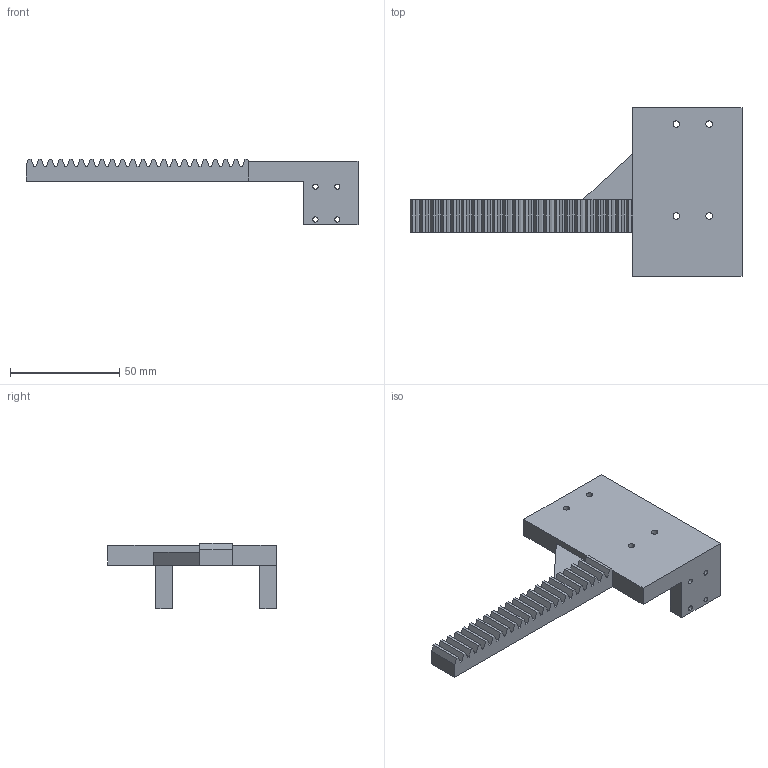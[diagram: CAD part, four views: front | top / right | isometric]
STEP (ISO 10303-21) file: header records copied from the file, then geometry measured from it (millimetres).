
FILE_DESCRIPTION (( 'STEP AP214' ), '1' );
FILE_NAME ('1.5模高精密直齿齿条1.5M齿轮齿条[CSPH1.5-106].STEP', '2025-06-21T14:46:14', ( '' ), ( '' ), 'SwSTEP 2.0', 'SolidWorks 2024', '' );
FILE_SCHEMA (( 'AUTOMOTIVE_DESIGN' ));
Length unit declared in the file: millimetre
Products named in the file (1): 1.5模高精密直齿齿条1.5M齿轮齿条[CSPH1.5-106]
Bounding box: 151.67 x 77 x 30.11 mm (x, y, z)
Volume: 56511.2 mm3; surface area: 19969.4 mm2
Topology: 1 solids, 1 shells, 130 faces, 382 edges, 254 vertices
Faces by surface type: plane 106, cylinder 24
Entity records: 4349 total; most frequent: CARTESIAN_POINT 767, ORIENTED_EDGE 764, DIRECTION 692, EDGE_CURVE 382, VECTOR 334, LINE 334, VERTEX_POINT 254, AXIS2_PLACEMENT_3D 179
